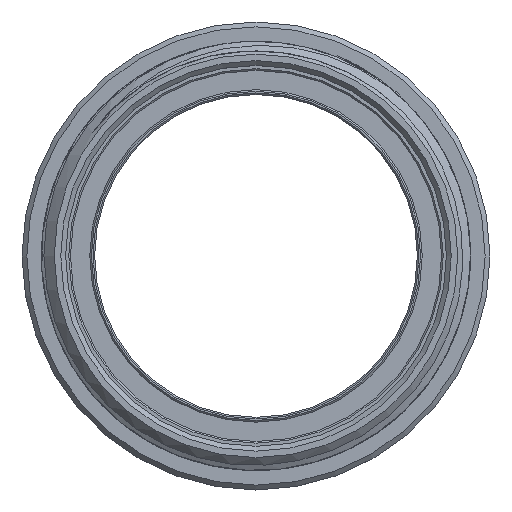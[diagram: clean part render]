
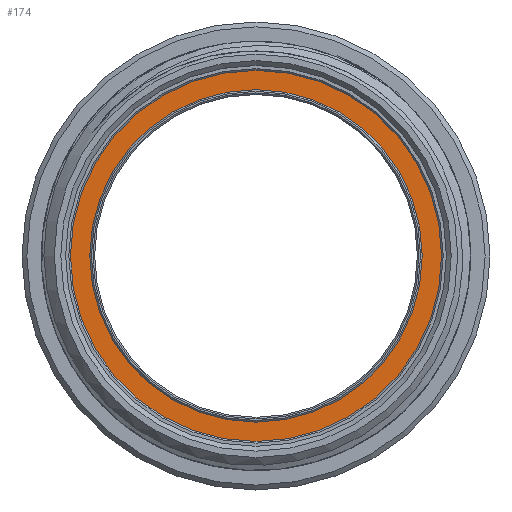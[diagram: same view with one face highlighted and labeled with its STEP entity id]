
A CAD part, top view. The second image highlights one B-rep face of the part: STEP entity #174.
In plain terms, the highlighted planar face has unit normal (0, 0, 1).
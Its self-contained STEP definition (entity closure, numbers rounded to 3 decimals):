
#80=PLANE('',#1129);
#109=FACE_BOUND('',#314,.T.);
#110=FACE_BOUND('',#315,.T.);
#174=ADVANCED_FACE('',(#109,#110),#80,.T.);
#314=EDGE_LOOP('',(#693));
#315=EDGE_LOOP('',(#694));
#693=ORIENTED_EDGE('',*,*,#965,.T.);
#694=ORIENTED_EDGE('',*,*,#966,.F.);
#839=VERTEX_POINT('',#2097);
#840=VERTEX_POINT('',#2099);
#965=EDGE_CURVE('',#839,#839,#1030,.T.);
#966=EDGE_CURVE('',#840,#840,#1031,.T.);
#1030=CIRCLE('',#1127,5.75);
#1031=CIRCLE('',#1128,5.15);
#1127=AXIS2_PLACEMENT_3D('',#2096,#1389,#1390);
#1128=AXIS2_PLACEMENT_3D('',#2098,#1391,#1392);
#1129=AXIS2_PLACEMENT_3D('',#2100,#1393,#1394);
#1389=DIRECTION('',(0.,0.,1.));
#1390=DIRECTION('',(1.,0.,0.));
#1391=DIRECTION('',(0.,0.,1.));
#1392=DIRECTION('',(1.,0.,0.));
#1393=DIRECTION('',(0.,0.,1.));
#1394=DIRECTION('',(1.,0.,0.));
#2096=CARTESIAN_POINT('',(0.,0.,-1.1));
#2097=CARTESIAN_POINT('',(5.75,0.,-1.1));
#2098=CARTESIAN_POINT('',(0.,0.,-1.1));
#2099=CARTESIAN_POINT('',(5.15,0.,-1.1));
#2100=CARTESIAN_POINT('',(0.,0.,-1.1));
